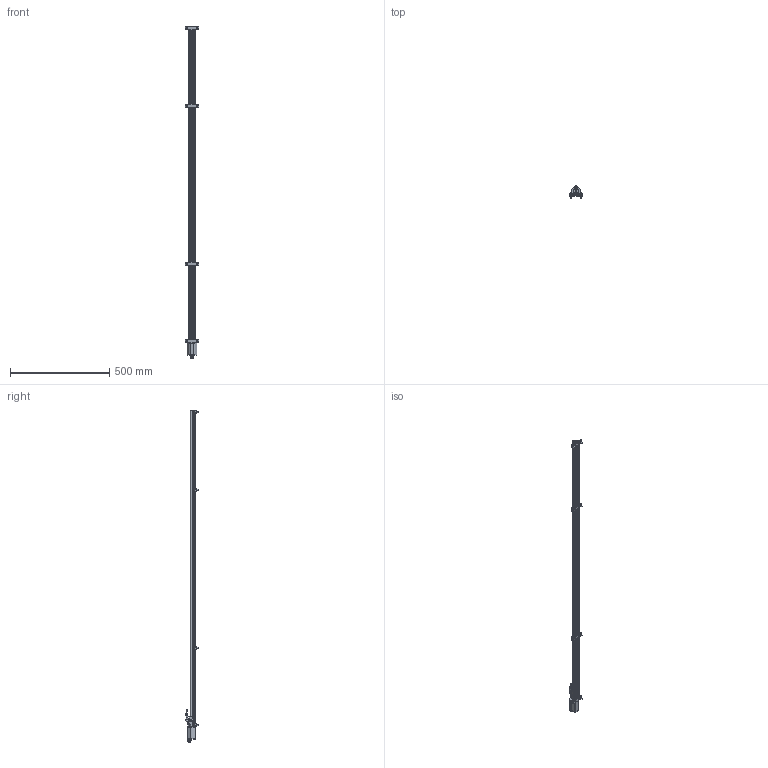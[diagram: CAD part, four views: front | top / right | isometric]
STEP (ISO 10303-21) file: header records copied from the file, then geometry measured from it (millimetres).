
FILE_DESCRIPTION(/* description */ ('STEP AP214'),/* implementation_level */ '2;1');
FILE_NAME(/* name */ '178301_MME-MTS-1500-TLF-AIF',/* time_stamp */ '2024-09-06T18:16:02+02:00',/* author */ ('License CC BY-ND 4.0'),/* organization */ ('CADENAS'),/* preprocessor_version */ 'ST-DEVELOPER v19.3',/* originating_system */ 'PARTsolutions',/* authorisation */ ' ');
FILE_SCHEMA (('AUTOMOTIVE_DESIGN {1 0 10303 214 3 1 1}'));
Length unit declared in the file: millimetre
Products named in the file (7): 178301 MME-MTS-1500-TLF-AIF---(0); 178301 MME-MTS-1500-TLF-AIF---(wms); 178301 MME-MTS-1500-TLF-AIF---(b); DIN-912 - M5x20(F); 178301 MME-MTS-1500-TLF-AIF---(sl); DIN 934 - M5(F); DIN-125B-2 -5.3(F)
Assembly tree (18 placements, depth 2):
  178301 MME-MTS-1500-TLF-AIF---(0)
    178301 MME-MTS-1500-TLF-AIF---(wms)
    178301 MME-MTS-1500-TLF-AIF---(b)  x4
    DIN-912 - M5x20(F)  x8
    178301 MME-MTS-1500-TLF-AIF---(sl)
    DIN 934 - M5(F)  x2
    DIN-125B-2 -5.3(F)  x2
Bounding box: 68 x 64.69 x 1674 mm (x, y, z)
Volume: 875113.4 mm3; surface area: 307311.2 mm2
Topology: 18 solids, 18 shells, 720 faces, 1777 edges, 1122 vertices
Faces by surface type: plane 382, cylinder 223, cone 104, torus 9, sphere 2
Full cylindrical faces by diameter (mm): 1.2 x6, 4.046 x1, 4.134 x2, 5 x9, 5.3 x2, 5.41 x16, 6.5 x3, 7.99 x1, 8 x2, 8.5 x8, 9 x1, 9.3 x1, 9.37 x1, 10 x2, 13.8 x1, 16 x1, 18 x1
Entity records: 15678 total; most frequent: CARTESIAN_POINT 2340, DIRECTION 2308, ORIENTED_EDGE 2124, EDGE_CURVE 1062, AXIS2_PLACEMENT_3D 828, VERTEX_POINT 723, LINE 652, VECTOR 652
